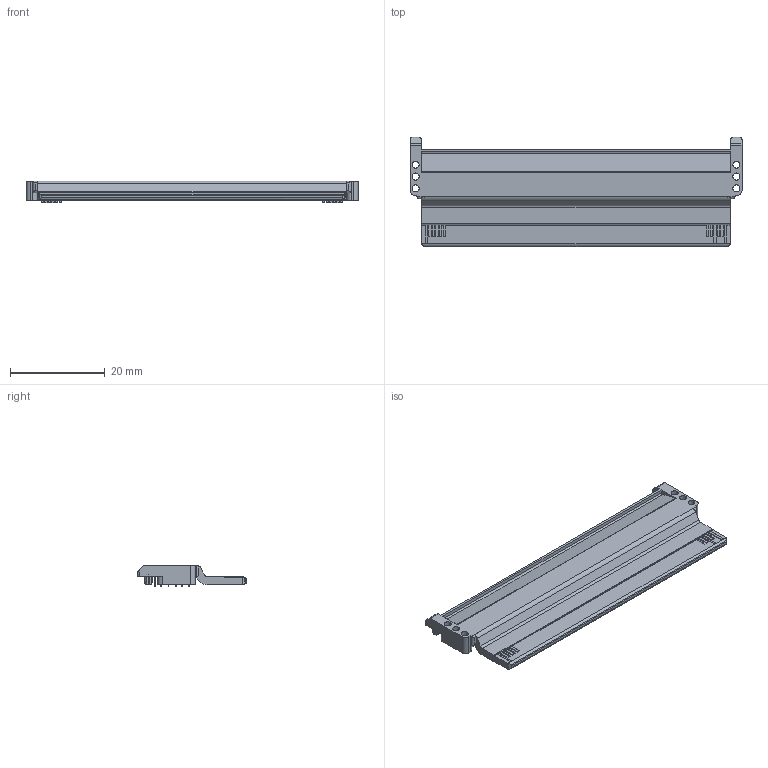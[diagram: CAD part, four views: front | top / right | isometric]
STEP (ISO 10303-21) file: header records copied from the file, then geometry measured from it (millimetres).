
FILE_DESCRIPTION((''),'2;1');
FILE_NAME('HARTING_16 21 170 1303 000.stp','2012-03-06T15:26:10',(''),(''),'Mechanical Desktop 2011','Mechanical Desktop 2011',', , ');
FILE_SCHEMA(('AUTOMOTIVE_DESIGN { 1 2 10303 214 1 1 1 1 }'));
Length unit declared in the file: millimetre
Products named in the file (1): Product
Bounding box: 69.9 x 23 x 4.6 mm (x, y, z)
Volume: 2410.1 mm3; surface area: 3690.6 mm2
Topology: 49 solids, 49 shells, 442 faces, 1033 edges, 692 vertices
Faces by surface type: bspline 204, plane 164, cylinder 70, cone 4
Entity records: 12708 total; most frequent: CARTESIAN_POINT 3020, ORIENTED_EDGE 2066, DIRECTION 1621, EDGE_CURVE 1033, VECTOR 871, LINE 871, VERTEX_POINT 692, EDGE_LOOP 457
